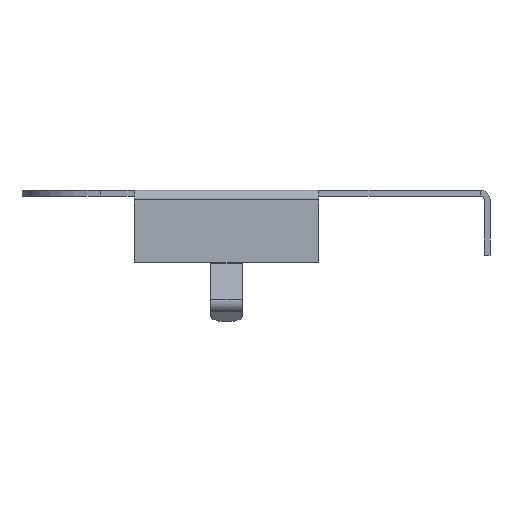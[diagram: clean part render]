
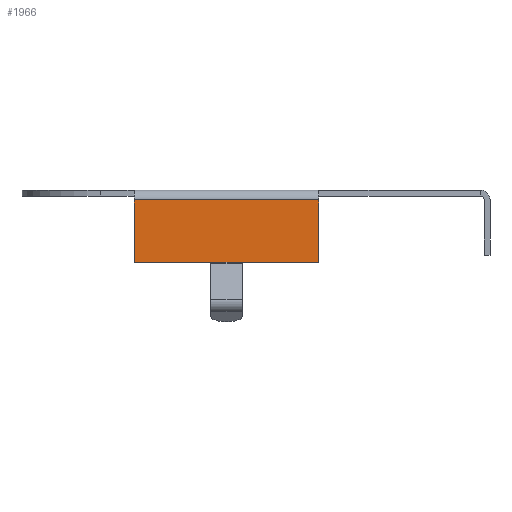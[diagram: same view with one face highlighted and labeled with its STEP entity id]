
A CAD part, left-side view. The second image highlights one B-rep face of the part: STEP entity #1966.
In plain terms, the highlighted face is planar.
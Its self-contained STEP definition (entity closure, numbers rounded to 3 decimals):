
#415=ORIENTED_EDGE('',*,*,#904,.F.);
#416=ORIENTED_EDGE('',*,*,#783,.T.);
#417=ORIENTED_EDGE('',*,*,#901,.T.);
#418=ORIENTED_EDGE('',*,*,#905,.T.);
#419=ORIENTED_EDGE('',*,*,#906,.T.);
#420=ORIENTED_EDGE('',*,*,#907,.T.);
#421=ORIENTED_EDGE('',*,*,#898,.T.);
#422=ORIENTED_EDGE('',*,*,#908,.F.);
#423=ORIENTED_EDGE('',*,*,#909,.F.);
#424=ORIENTED_EDGE('',*,*,#910,.F.);
#783=EDGE_CURVE('',#1065,#1064,#1247,.T.);
#898=EDGE_CURVE('',#1144,#1143,#1331,.T.);
#901=EDGE_CURVE('',#1064,#1145,#1334,.T.);
#904=EDGE_CURVE('',#1065,#1061,#1337,.T.);
#905=EDGE_CURVE('',#1145,#1147,#1338,.T.);
#906=EDGE_CURVE('',#1147,#1148,#1339,.T.);
#907=EDGE_CURVE('',#1148,#1144,#1340,.T.);
#908=EDGE_CURVE('',#1149,#1143,#1341,.T.);
#909=EDGE_CURVE('',#1062,#1149,#1342,.T.);
#910=EDGE_CURVE('',#1061,#1062,#1343,.T.);
#1061=VERTEX_POINT('',#2860);
#1062=VERTEX_POINT('',#2865);
#1064=VERTEX_POINT('',#2870);
#1065=VERTEX_POINT('',#2872);
#1143=VERTEX_POINT('',#3100);
#1144=VERTEX_POINT('',#3102);
#1145=VERTEX_POINT('',#3108);
#1147=VERTEX_POINT('',#3115);
#1148=VERTEX_POINT('',#3117);
#1149=VERTEX_POINT('',#3120);
#1247=LINE('',#2871,#1449);
#1331=LINE('',#3101,#1533);
#1334=LINE('',#3107,#1536);
#1337=LINE('',#3113,#1539);
#1338=LINE('',#3114,#1540);
#1339=LINE('',#3116,#1541);
#1340=LINE('',#3118,#1542);
#1341=LINE('',#3119,#1543);
#1342=LINE('',#3121,#1544);
#1343=LINE('',#3122,#1545);
#1449=VECTOR('',#2309,1000.);
#1533=VECTOR('',#2527,1000.);
#1536=VECTOR('',#2534,1000.);
#1539=VECTOR('',#2539,1000.);
#1540=VECTOR('',#2540,1000.);
#1541=VECTOR('',#2541,1000.);
#1542=VECTOR('',#2542,1000.);
#1543=VECTOR('',#2543,1000.);
#1544=VECTOR('',#2544,1000.);
#1545=VECTOR('',#2545,1000.);
#1668=EDGE_LOOP('',(#415,#416,#417,#418,#419,#420,#421,#422,#423,#424));
#1780=FACE_BOUND('',#1668,.T.);
#1875=PLANE('',#2135);
#1966=ADVANCED_FACE('',(#1780),#1875,.T.);
#2135=AXIS2_PLACEMENT_3D('',#3112,#2537,#2538);
#2309=DIRECTION('',(0.,0.,-1.));
#2527=DIRECTION('',(1.,0.,0.));
#2534=DIRECTION('',(1.,0.,0.));
#2537=DIRECTION('',(0.,-1.,0.));
#2538=DIRECTION('',(0.,0.,-1.));
#2539=DIRECTION('',(-1.,0.,0.));
#2540=DIRECTION('',(0.,0.,1.));
#2541=DIRECTION('',(-1.,0.,0.));
#2542=DIRECTION('',(0.,0.,-1.));
#2543=DIRECTION('',(0.,0.,-1.));
#2544=DIRECTION('',(-1.,0.,0.));
#2545=DIRECTION('',(-1.,0.,0.));
#2860=CARTESIAN_POINT('',(-1.4,-13.2,0.333));
#2865=CARTESIAN_POINT('',(-3.,-13.2,0.333));
#2870=CARTESIAN_POINT('',(-1.398,-13.2,0.3));
#2871=CARTESIAN_POINT('',(-1.398,-13.2,0.3));
#2872=CARTESIAN_POINT('',(-1.398,-13.2,0.333));
#3100=CARTESIAN_POINT('',(-3.002,-13.2,0.3));
#3101=CARTESIAN_POINT('',(-6.9,-13.2,0.3));
#3102=CARTESIAN_POINT('',(-6.9,-13.2,0.3));
#3107=CARTESIAN_POINT('',(-6.9,-13.2,0.3));
#3108=CARTESIAN_POINT('',(2.5,-13.2,0.3));
#3112=CARTESIAN_POINT('',(2.5,-13.2,3.735));
#3113=CARTESIAN_POINT('',(-3.002,-13.2,0.333));
#3114=CARTESIAN_POINT('',(2.5,-13.2,3.735));
#3115=CARTESIAN_POINT('',(2.5,-13.2,3.5));
#3116=CARTESIAN_POINT('',(2.5,-13.2,3.5));
#3117=CARTESIAN_POINT('',(-6.9,-13.2,3.5));
#3118=CARTESIAN_POINT('',(-6.9,-13.2,0.3));
#3119=CARTESIAN_POINT('',(-3.002,-13.2,0.3));
#3120=CARTESIAN_POINT('',(-3.002,-13.2,0.333));
#3121=CARTESIAN_POINT('',(-3.002,-13.2,0.333));
#3122=CARTESIAN_POINT('',(-1.4,-13.2,0.333));
